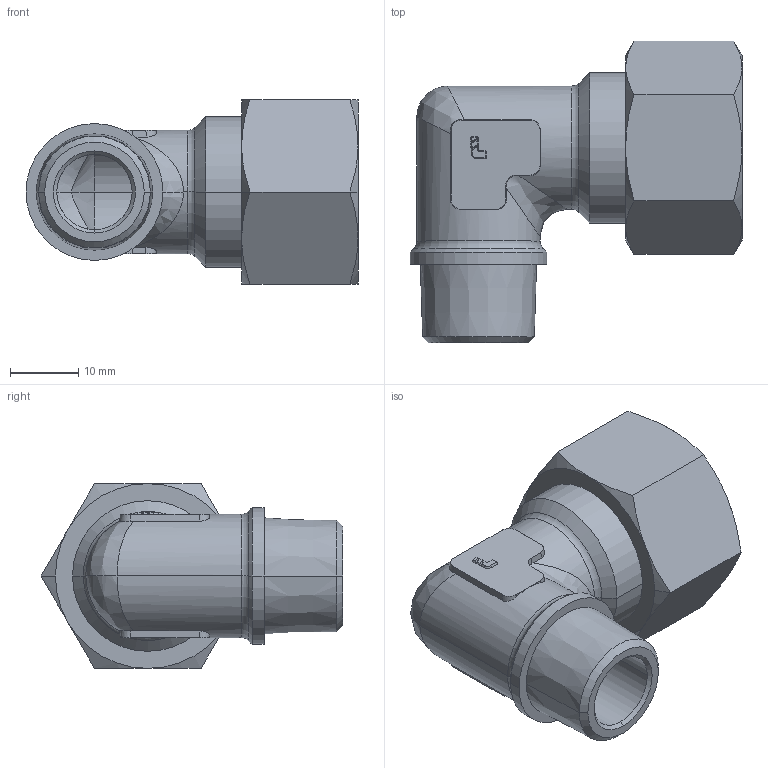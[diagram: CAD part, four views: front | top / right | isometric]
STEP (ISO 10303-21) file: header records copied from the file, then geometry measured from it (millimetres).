
FILE_DESCRIPTION(('STEP AP214'),'1');
FILE_NAME('1809_16_17.stp','2016-07-07T14:24:53',('TraceParts'),('TraceParts S.A.'),'Spatial InterOp 3D',' ',' ');
FILE_SCHEMA(('automotive_design'));
Length unit declared in the file: millimetre
Products named in the file (3): Solide1; Solide2; Solide3
Bounding box: 48.5 x 44.09 x 27 mm (x, y, z)
Volume: 14898.1 mm3; surface area: 10505.8 mm2
Topology: 3 solids, 3 shells, 172 faces, 424 edges, 262 vertices
Faces by surface type: cone 63, plane 48, cylinder 31, torus 26, bspline 4
Entity records: 7152 total; most frequent: CARTESIAN_POINT 1614, DIRECTION 912, ORIENTED_EDGE 848, EDGE_CURVE 424, AXIS2_PLACEMENT_3D 374, VERTEX_POINT 262, CIRCLE 190, EDGE_LOOP 182
